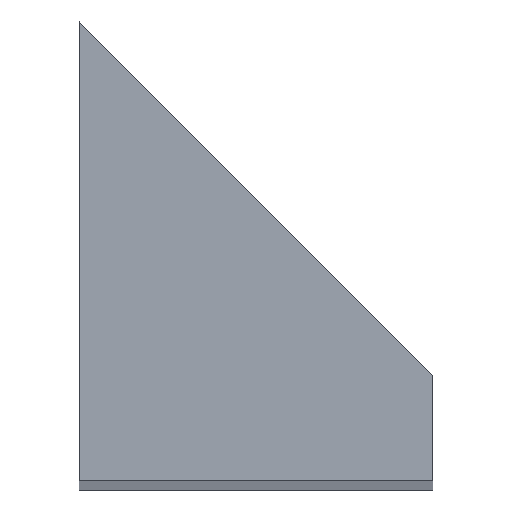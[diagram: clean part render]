
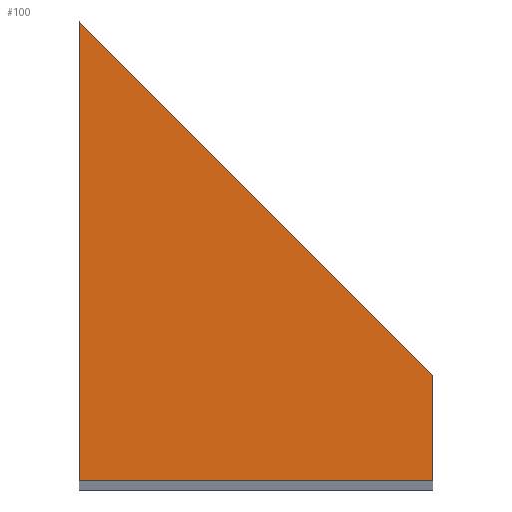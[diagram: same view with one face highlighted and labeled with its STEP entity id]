
A CAD part, top view. The second image highlights one B-rep face of the part: STEP entity #100.
In plain terms, the highlighted planar face has unit normal (0, 0, 1).
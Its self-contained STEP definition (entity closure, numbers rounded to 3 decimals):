
#2 = DIRECTION ( 'NONE',  ( -0.707, 0.707, 0. ) ) ;
#7 = EDGE_CURVE ( 'NONE', #75, #144, #202, .T. ) ;
#10 = DIRECTION ( 'NONE',  ( 0., 0., 1. ) ) ;
#15 = VECTOR ( 'NONE', #2, 1000. ) ;
#31 = CARTESIAN_POINT ( 'NONE',  ( 0., 0., 14.65 ) ) ;
#40 = EDGE_CURVE ( 'NONE', #144, #224, #80, .T. ) ;
#47 = CARTESIAN_POINT ( 'NONE',  ( 0., 0., 14.65 ) ) ;
#48 = LINE ( 'NONE', #127, #117 ) ;
#54 = AXIS2_PLACEMENT_3D ( 'NONE', #85, #10, #179 ) ;
#55 = DIRECTION ( 'NONE',  ( 0., -1., 0. ) ) ;
#62 = ORIENTED_EDGE ( 'NONE', *, *, #82, .T. ) ;
#70 = LINE ( 'NONE', #31, #121 ) ;
#75 = VERTEX_POINT ( 'NONE', #77 ) ;
#77 = CARTESIAN_POINT ( 'NONE',  ( 2., 0.6, 14.65 ) ) ;
#80 = LINE ( 'NONE', #99, #221 ) ;
#82 = EDGE_CURVE ( 'NONE', #224, #171, #70, .T. ) ;
#85 = CARTESIAN_POINT ( 'NONE',  ( 0., 0., 14.65 ) ) ;
#94 = EDGE_LOOP ( 'NONE', ( #62, #237, #126, #146 ) ) ;
#99 = CARTESIAN_POINT ( 'NONE',  ( 0., 0., 14.65 ) ) ;
#100 = ADVANCED_FACE ( 'NONE', ( #115 ), #147, .T. ) ;
#115 = FACE_OUTER_BOUND ( 'NONE', #94, .T. ) ;
#117 = VECTOR ( 'NONE', #129, 1000. ) ;
#121 = VECTOR ( 'NONE', #194, 1000. ) ;
#126 = ORIENTED_EDGE ( 'NONE', *, *, #7, .T. ) ;
#127 = CARTESIAN_POINT ( 'NONE',  ( 2., 0., 14.65 ) ) ;
#129 = DIRECTION ( 'NONE',  ( 0., 1., 0. ) ) ;
#136 = CARTESIAN_POINT ( 'NONE',  ( 1.3, 1.3, 14.65 ) ) ;
#141 = CARTESIAN_POINT ( 'NONE',  ( 0., 2.6, 14.65 ) ) ;
#144 = VERTEX_POINT ( 'NONE', #141 ) ;
#146 = ORIENTED_EDGE ( 'NONE', *, *, #40, .T. ) ;
#147 = PLANE ( 'NONE',  #54 ) ;
#171 = VERTEX_POINT ( 'NONE', #214 ) ;
#179 = DIRECTION ( 'NONE',  ( 1., 0., 0. ) ) ;
#194 = DIRECTION ( 'NONE',  ( 1., 0., 0. ) ) ;
#201 = EDGE_CURVE ( 'NONE', #171, #75, #48, .T. ) ;
#202 = LINE ( 'NONE', #136, #15 ) ;
#214 = CARTESIAN_POINT ( 'NONE',  ( 2., 0., 14.65 ) ) ;
#221 = VECTOR ( 'NONE', #55, 1000. ) ;
#224 = VERTEX_POINT ( 'NONE', #47 ) ;
#237 = ORIENTED_EDGE ( 'NONE', *, *, #201, .T. ) ;
